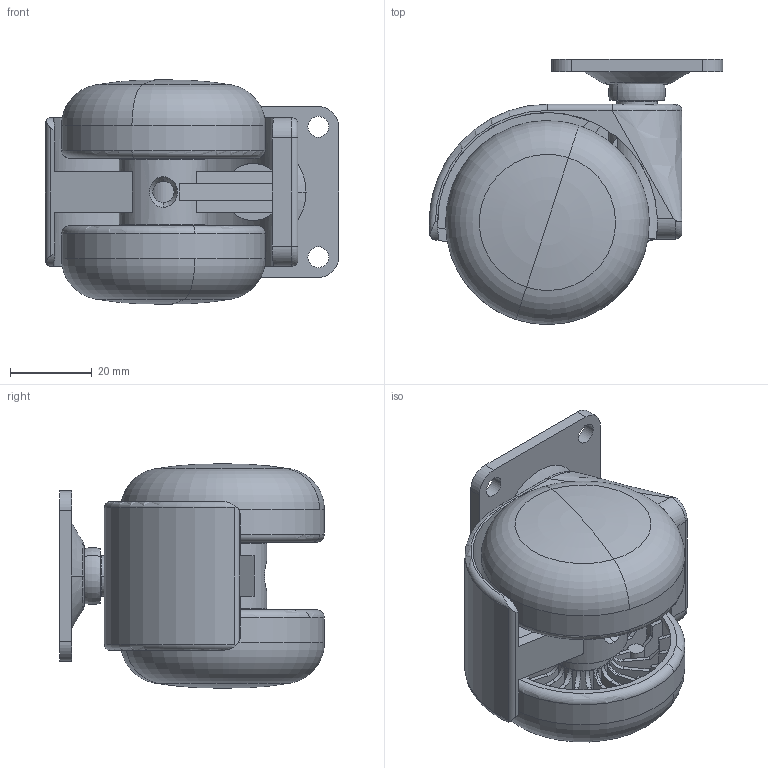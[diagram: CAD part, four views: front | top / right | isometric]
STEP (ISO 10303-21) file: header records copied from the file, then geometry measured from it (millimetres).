
FILE_DESCRIPTION (( 'STEP AP214' ), '1' );
FILE_NAME ('F003501_3D.step', '2022-11-21T18:18:11', ( '' ), ( '' ), 'SwSTEP 2.0', 'SolidWorks 2020', '' );
FILE_SCHEMA (( 'AUTOMOTIVE_DESIGN' ));
Length unit declared in the file: millimetre
Products named in the file (1): F003501_3D
Bounding box: 71.98 x 64.99 x 55 mm (x, y, z)
Surface area: 49470.9 mm2 (no closed solid volume)
Topology: 0 solids, 7 shells, 752 faces, 2167 edges, 1430 vertices
Faces by surface type: plane 345, cylinder 203, cone 98, torus 84, bspline 22
Entity records: 37187 total; most frequent: CARTESIAN_POINT 9280, ORIENTED_EDGE 4312, DIRECTION 4008, EDGE_CURVE 2160, AXIS2_PLACEMENT_3D 1546, VERTEX_POINT 1430, VECTOR 916, LINE 916
